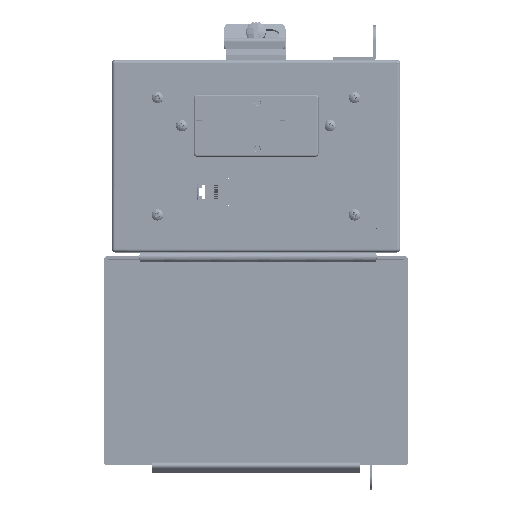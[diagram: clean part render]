
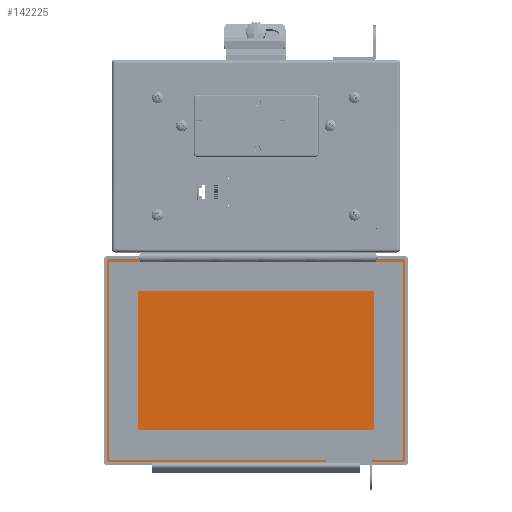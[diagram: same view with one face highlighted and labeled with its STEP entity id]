
A CAD part, top view. The second image highlights one B-rep face of the part: STEP entity #142225.
In plain terms, the highlighted planar face has unit normal (0, 0, 1).
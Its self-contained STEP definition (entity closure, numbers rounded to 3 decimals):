
#3480 = DIRECTION ( 'NONE',  ( 0., 0., 1. ) ) ;
#6485 = CARTESIAN_POINT ( 'NONE',  ( -78.676, -54.61, 22.479 ) ) ;
#6580 = VECTOR ( 'NONE', #169053, 1000. ) ;
#6661 = CIRCLE ( 'NONE', #113249, 0.317 ) ;
#7329 = VECTOR ( 'NONE', #188363, 1000. ) ;
#8415 = VERTEX_POINT ( 'NONE', #203375 ) ;
#9458 = CARTESIAN_POINT ( 'NONE',  ( 71.025, -54.61, 22.479 ) ) ;
#10728 = DIRECTION ( 'NONE',  ( 1., 0., 0. ) ) ;
#11154 = VECTOR ( 'NONE', #127523, 1000. ) ;
#11379 = DIRECTION ( 'NONE',  ( 0., 0., -1. ) ) ;
#11865 = CARTESIAN_POINT ( 'NONE',  ( 37.084, -160.02, 22.479 ) ) ;
#13532 = CARTESIAN_POINT ( 'NONE',  ( 59.944, -161.29, 22.479 ) ) ;
#13980 = CARTESIAN_POINT ( 'NONE',  ( 0., -55.88, 22.479 ) ) ;
#14824 = CARTESIAN_POINT ( 'NONE',  ( 78.373, -161.29, 22.479 ) ) ;
#19463 = EDGE_CURVE ( 'NONE', #235419, #230180, #89153, .T. ) ;
#21046 = DIRECTION ( 'NONE',  ( 0., 1., 0. ) ) ;
#23682 = EDGE_CURVE ( 'NONE', #116097, #191290, #87866, .T. ) ;
#25416 = VERTEX_POINT ( 'NONE', #60161 ) ;
#27362 = CARTESIAN_POINT ( 'NONE',  ( 0., -54.61, 22.479 ) ) ;
#27724 = LINE ( 'NONE', #165175, #34642 ) ;
#28986 = DIRECTION ( 'NONE',  ( 0., 1., 0. ) ) ;
#29121 = CARTESIAN_POINT ( 'NONE',  ( 37.084, -161.29, 22.479 ) ) ;
#30128 = VERTEX_POINT ( 'NONE', #14824 ) ;
#31740 = VECTOR ( 'NONE', #113531, 1000. ) ;
#33312 = DIRECTION ( 'NONE',  ( 0., 0., -1. ) ) ;
#33670 = ORIENTED_EDGE ( 'NONE', *, *, #196214, .T. ) ;
#34642 = VECTOR ( 'NONE', #28986, 1000. ) ;
#34704 = EDGE_CURVE ( 'NONE', #8415, #45522, #217578, .T. ) ;
#36110 = ORIENTED_EDGE ( 'NONE', *, *, #164022, .T. ) ;
#36235 = ORIENTED_EDGE ( 'NONE', *, *, #233665, .T. ) ;
#42775 = EDGE_CURVE ( 'NONE', #133582, #191290, #6661, .T. ) ;
#42891 = CARTESIAN_POINT ( 'NONE',  ( -61.15, -107.95, 22.479 ) ) ;
#43017 = AXIS2_PLACEMENT_3D ( 'NONE', #187457, #33312, #249084 ) ;
#43346 = ORIENTED_EDGE ( 'NONE', *, *, #42775, .T. ) ;
#43535 = CARTESIAN_POINT ( 'NONE',  ( 0., -161.29, 22.479 ) ) ;
#44692 = EDGE_CURVE ( 'NONE', #191467, #253240, #228170, .T. ) ;
#45522 = VERTEX_POINT ( 'NONE', #133206 ) ;
#46039 = DIRECTION ( 'NONE',  ( 1., 0., 0. ) ) ;
#48668 = EDGE_CURVE ( 'NONE', #45522, #161863, #142992, .T. ) ;
#49267 = EDGE_CURVE ( 'NONE', #230180, #143417, #242528, .T. ) ;
#53051 = CARTESIAN_POINT ( 'NONE',  ( -78.359, -54.61, 22.479 ) ) ;
#53607 = EDGE_CURVE ( 'NONE', #161863, #129832, #133722, .T. ) ;
#55792 = AXIS2_PLACEMENT_3D ( 'NONE', #6485, #88686, #147744 ) ;
#60161 = CARTESIAN_POINT ( 'NONE',  ( 63.564, -55.88, 22.479 ) ) ;
#62021 = ORIENTED_EDGE ( 'NONE', *, *, #23682, .F. ) ;
#63540 = VECTOR ( 'NONE', #21046, 1000. ) ;
#64681 = VECTOR ( 'NONE', #193324, 1000. ) ;
#65602 = ORIENTED_EDGE ( 'NONE', *, *, #49267, .T. ) ;
#68984 = CARTESIAN_POINT ( 'NONE',  ( 59.944, -107.95, 22.479 ) ) ;
#69243 = CARTESIAN_POINT ( 'NONE',  ( -78.69, -161.29, 22.479 ) ) ;
#71925 = ORIENTED_EDGE ( 'NONE', *, *, #234269, .F. ) ;
#72401 = CARTESIAN_POINT ( 'NONE',  ( 78.613, -160.982, 22.479 ) ) ;
#73453 = ORIENTED_EDGE ( 'NONE', *, *, #34704, .T. ) ;
#76226 = DIRECTION ( 'NONE',  ( 1., 0., 0. ) ) ;
#77884 = DIRECTION ( 'NONE',  ( 1., 0., 0. ) ) ;
#81837 = VERTEX_POINT ( 'NONE', #11865 ) ;
#85670 = LINE ( 'NONE', #225575, #6580 ) ;
#87866 = LINE ( 'NONE', #9458, #90214 ) ;
#88686 = DIRECTION ( 'NONE',  ( 0., 0., -1. ) ) ;
#89153 = CIRCLE ( 'NONE', #191843, 0.317 ) ;
#89494 = CARTESIAN_POINT ( 'NONE',  ( 63.564, -55.118, 22.479 ) ) ;
#90214 = VECTOR ( 'NONE', #10728, 1000. ) ;
#90314 = ORIENTED_EDGE ( 'NONE', *, *, #99295, .T. ) ;
#91814 = EDGE_CURVE ( 'NONE', #81837, #191467, #98408, .T. ) ;
#96262 = VECTOR ( 'NONE', #77884, 1000. ) ;
#98408 = LINE ( 'NONE', #154933, #96262 ) ;
#98444 = CARTESIAN_POINT ( 'NONE',  ( -78.613, -54.921, 22.479 ) ) ;
#99295 = EDGE_CURVE ( 'NONE', #253240, #30128, #85670, .T. ) ;
#109387 = CARTESIAN_POINT ( 'NONE',  ( 59.944, -160.02, 22.479 ) ) ;
#109668 = VECTOR ( 'NONE', #46039, 1000. ) ;
#113249 = AXIS2_PLACEMENT_3D ( 'NONE', #195600, #252172, #76226 ) ;
#113531 = DIRECTION ( 'NONE',  ( 0., 1., 0. ) ) ;
#116097 = VERTEX_POINT ( 'NONE', #147300 ) ;
#120064 = LINE ( 'NONE', #156052, #64681 ) ;
#127523 = DIRECTION ( 'NONE',  ( -1., 0., 0. ) ) ;
#129832 = VERTEX_POINT ( 'NONE', #98444 ) ;
#130885 = LINE ( 'NONE', #13980, #182336 ) ;
#133206 = CARTESIAN_POINT ( 'NONE',  ( -61.15, -54.61, 22.479 ) ) ;
#133582 = VERTEX_POINT ( 'NONE', #221583 ) ;
#133722 = CIRCLE ( 'NONE', #55792, 0.317 ) ;
#134118 = ORIENTED_EDGE ( 'NONE', *, *, #48668, .T. ) ;
#142225 = ADVANCED_FACE ( 'NONE', ( #144708 ), #198760, .T. ) ;
#142992 = LINE ( 'NONE', #27362, #11154 ) ;
#143417 = VERTEX_POINT ( 'NONE', #29121 ) ;
#144708 = FACE_OUTER_BOUND ( 'NONE', #167206, .T. ) ;
#147300 = CARTESIAN_POINT ( 'NONE',  ( 63.564, -54.61, 22.479 ) ) ;
#147744 = DIRECTION ( 'NONE',  ( -1., 0., 0. ) ) ;
#148888 = AXIS2_PLACEMENT_3D ( 'NONE', #180739, #3480, #182004 ) ;
#154933 = CARTESIAN_POINT ( 'NONE',  ( 0., -160.02, 22.479 ) ) ;
#155062 = ORIENTED_EDGE ( 'NONE', *, *, #91814, .T. ) ;
#156052 = CARTESIAN_POINT ( 'NONE',  ( -78.613, -107.95, 22.479 ) ) ;
#161863 = VERTEX_POINT ( 'NONE', #53051 ) ;
#164022 = EDGE_CURVE ( 'NONE', #129832, #235419, #120064, .T. ) ;
#165175 = CARTESIAN_POINT ( 'NONE',  ( 37.084, -107.95, 22.479 ) ) ;
#165339 = DIRECTION ( 'NONE',  ( 0., -1., 0. ) ) ;
#165496 = VERTEX_POINT ( 'NONE', #72401 ) ;
#167206 = EDGE_LOOP ( 'NONE', ( #71925, #219854, #73453, #134118, #216865, #36110, #218909, #65602, #33670, #155062, #213524, #90314, #191259, #36235, #43346, #62021 ) ) ;
#169053 = DIRECTION ( 'NONE',  ( 1., 0., 0. ) ) ;
#170707 = DIRECTION ( 'NONE',  ( -1., 0., 0. ) ) ;
#174210 = CARTESIAN_POINT ( 'NONE',  ( -78.613, -160.982, 22.479 ) ) ;
#180739 = CARTESIAN_POINT ( 'NONE',  ( 78.613, -161.29, 22.479 ) ) ;
#182004 = DIRECTION ( 'NONE',  ( 0., 1., 0. ) ) ;
#182336 = VECTOR ( 'NONE', #170707, 1000. ) ;
#182489 = CIRCLE ( 'NONE', #43017, 0.317 ) ;
#187457 = CARTESIAN_POINT ( 'NONE',  ( 78.69, -161.29, 22.479 ) ) ;
#188363 = DIRECTION ( 'NONE',  ( 0., 1., 0. ) ) ;
#191259 = ORIENTED_EDGE ( 'NONE', *, *, #223928, .T. ) ;
#191290 = VERTEX_POINT ( 'NONE', #208256 ) ;
#191467 = VERTEX_POINT ( 'NONE', #109387 ) ;
#191843 = AXIS2_PLACEMENT_3D ( 'NONE', #69243, #11379, #241384 ) ;
#193324 = DIRECTION ( 'NONE',  ( 0., -1., 0. ) ) ;
#195600 = CARTESIAN_POINT ( 'NONE',  ( 78.677, -54.61, 22.479 ) ) ;
#196214 = EDGE_CURVE ( 'NONE', #143417, #81837, #27724, .T. ) ;
#198760 = PLANE ( 'NONE',  #148888 ) ;
#199996 = CARTESIAN_POINT ( 'NONE',  ( -78.373, -161.29, 22.479 ) ) ;
#203375 = CARTESIAN_POINT ( 'NONE',  ( -61.15, -55.88, 22.479 ) ) ;
#203834 = LINE ( 'NONE', #89494, #7329 ) ;
#208256 = CARTESIAN_POINT ( 'NONE',  ( 78.359, -54.61, 22.479 ) ) ;
#208560 = CARTESIAN_POINT ( 'NONE',  ( 78.613, -107.95, 22.479 ) ) ;
#213524 = ORIENTED_EDGE ( 'NONE', *, *, #44692, .T. ) ;
#216865 = ORIENTED_EDGE ( 'NONE', *, *, #53607, .T. ) ;
#217578 = LINE ( 'NONE', #42891, #63540 ) ;
#218909 = ORIENTED_EDGE ( 'NONE', *, *, #19463, .T. ) ;
#219854 = ORIENTED_EDGE ( 'NONE', *, *, #222713, .T. ) ;
#221583 = CARTESIAN_POINT ( 'NONE',  ( 78.613, -54.921, 22.479 ) ) ;
#222713 = EDGE_CURVE ( 'NONE', #25416, #8415, #130885, .T. ) ;
#223928 = EDGE_CURVE ( 'NONE', #30128, #165496, #182489, .T. ) ;
#224313 = VECTOR ( 'NONE', #165339, 1000. ) ;
#225575 = CARTESIAN_POINT ( 'NONE',  ( 0., -161.29, 22.479 ) ) ;
#228170 = LINE ( 'NONE', #68984, #224313 ) ;
#230180 = VERTEX_POINT ( 'NONE', #199996 ) ;
#233665 = EDGE_CURVE ( 'NONE', #165496, #133582, #249680, .T. ) ;
#234269 = EDGE_CURVE ( 'NONE', #25416, #116097, #203834, .T. ) ;
#235419 = VERTEX_POINT ( 'NONE', #174210 ) ;
#241384 = DIRECTION ( 'NONE',  ( 1., 0., 0. ) ) ;
#242528 = LINE ( 'NONE', #43535, #109668 ) ;
#249084 = DIRECTION ( 'NONE',  ( 0., 1., 0. ) ) ;
#249680 = LINE ( 'NONE', #208560, #31740 ) ;
#252172 = DIRECTION ( 'NONE',  ( 0., 0., -1. ) ) ;
#253240 = VERTEX_POINT ( 'NONE', #13532 ) ;
